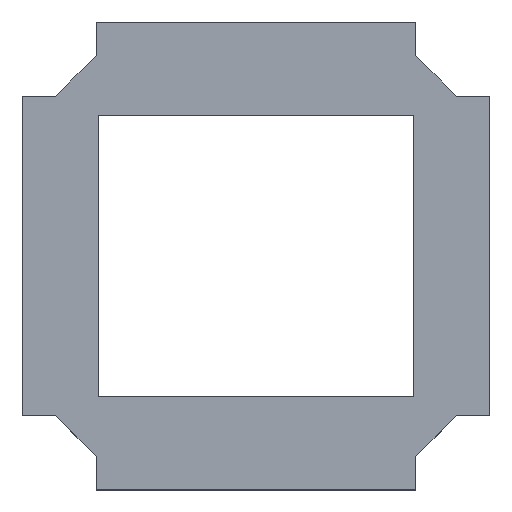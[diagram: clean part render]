
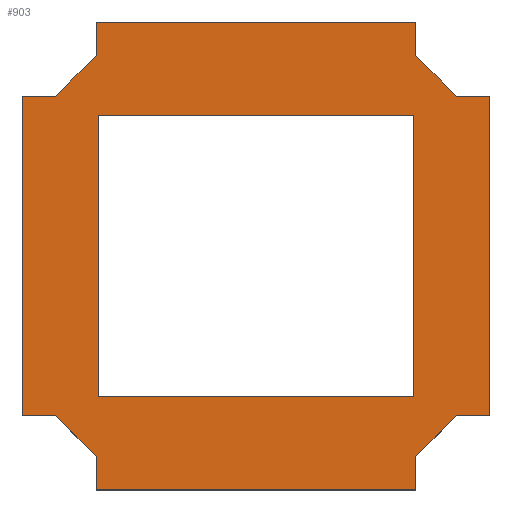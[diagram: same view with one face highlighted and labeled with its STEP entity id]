
A CAD part, top view. The second image highlights one B-rep face of the part: STEP entity #903.
In plain terms, the highlighted planar face has unit normal (0, 0, 1).
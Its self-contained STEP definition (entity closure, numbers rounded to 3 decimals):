
#21=FACE_BOUND('',#334,.T.);
#43=LINE('',#1264,#157);
#47=LINE('',#1271,#161);
#50=LINE('',#1277,#164);
#53=LINE('',#1288,#167);
#56=LINE('',#1294,#170);
#59=LINE('',#1300,#173);
#67=LINE('',#1318,#181);
#71=LINE('',#1325,#185);
#74=LINE('',#1331,#188);
#81=LINE('',#1348,#195);
#84=LINE('',#1354,#198);
#88=LINE('',#1361,#202);
#99=LINE('',#1387,#213);
#100=LINE('',#1388,#214);
#101=LINE('',#1389,#215);
#102=LINE('',#1390,#216);
#103=LINE('',#1393,#217);
#104=LINE('',#1395,#218);
#105=LINE('',#1397,#219);
#106=LINE('',#1398,#220);
#157=VECTOR('',#1023,10.);
#161=VECTOR('',#1029,10.);
#164=VECTOR('',#1034,10.);
#167=VECTOR('',#1043,10.);
#170=VECTOR('',#1048,10.);
#173=VECTOR('',#1053,10.);
#181=VECTOR('',#1065,10.);
#185=VECTOR('',#1071,10.);
#188=VECTOR('',#1076,10.);
#195=VECTOR('',#1087,10.);
#198=VECTOR('',#1092,10.);
#202=VECTOR('',#1098,10.);
#213=VECTOR('',#1119,10.);
#214=VECTOR('',#1120,10.);
#215=VECTOR('',#1121,10.);
#216=VECTOR('',#1122,10.);
#217=VECTOR('',#1123,10.);
#218=VECTOR('',#1124,10.);
#219=VECTOR('',#1125,10.);
#220=VECTOR('',#1126,10.);
#287=FACE_OUTER_BOUND('',#333,.T.);
#333=EDGE_LOOP('',(#657,#658,#659,#660,#661,#662,#663,#664,#665,#666,#667,
#668,#669,#670,#671,#672));
#334=EDGE_LOOP('',(#673,#674,#675,#676));
#372=VERTEX_POINT('',#1261);
#373=VERTEX_POINT('',#1263);
#375=VERTEX_POINT('',#1269);
#377=VERTEX_POINT('',#1275);
#381=VERTEX_POINT('',#1285);
#382=VERTEX_POINT('',#1287);
#384=VERTEX_POINT('',#1293);
#386=VERTEX_POINT('',#1299);
#393=VERTEX_POINT('',#1315);
#394=VERTEX_POINT('',#1317);
#396=VERTEX_POINT('',#1323);
#398=VERTEX_POINT('',#1329);
#405=VERTEX_POINT('',#1345);
#406=VERTEX_POINT('',#1347);
#408=VERTEX_POINT('',#1353);
#410=VERTEX_POINT('',#1359);
#421=VERTEX_POINT('',#1391);
#422=VERTEX_POINT('',#1392);
#423=VERTEX_POINT('',#1394);
#424=VERTEX_POINT('',#1396);
#458=EDGE_CURVE('',#372,#373,#43,.T.);
#462=EDGE_CURVE('',#375,#372,#47,.T.);
#465=EDGE_CURVE('',#377,#375,#50,.T.);
#469=EDGE_CURVE('',#381,#382,#53,.T.);
#472=EDGE_CURVE('',#382,#384,#56,.T.);
#475=EDGE_CURVE('',#384,#386,#59,.T.);
#483=EDGE_CURVE('',#393,#394,#67,.T.);
#487=EDGE_CURVE('',#396,#393,#71,.T.);
#490=EDGE_CURVE('',#398,#396,#74,.T.);
#497=EDGE_CURVE('',#405,#406,#81,.T.);
#500=EDGE_CURVE('',#406,#408,#84,.T.);
#504=EDGE_CURVE('',#410,#405,#88,.T.);
#517=EDGE_CURVE('',#394,#410,#99,.T.);
#518=EDGE_CURVE('',#373,#398,#100,.T.);
#519=EDGE_CURVE('',#386,#377,#101,.T.);
#520=EDGE_CURVE('',#408,#381,#102,.T.);
#521=EDGE_CURVE('',#421,#422,#103,.T.);
#522=EDGE_CURVE('',#423,#421,#104,.T.);
#523=EDGE_CURVE('',#424,#423,#105,.T.);
#524=EDGE_CURVE('',#422,#424,#106,.T.);
#657=ORIENTED_EDGE('',*,*,#517,.F.);
#658=ORIENTED_EDGE('',*,*,#483,.F.);
#659=ORIENTED_EDGE('',*,*,#487,.F.);
#660=ORIENTED_EDGE('',*,*,#490,.F.);
#661=ORIENTED_EDGE('',*,*,#518,.F.);
#662=ORIENTED_EDGE('',*,*,#458,.F.);
#663=ORIENTED_EDGE('',*,*,#462,.F.);
#664=ORIENTED_EDGE('',*,*,#465,.F.);
#665=ORIENTED_EDGE('',*,*,#519,.F.);
#666=ORIENTED_EDGE('',*,*,#475,.F.);
#667=ORIENTED_EDGE('',*,*,#472,.F.);
#668=ORIENTED_EDGE('',*,*,#469,.F.);
#669=ORIENTED_EDGE('',*,*,#520,.F.);
#670=ORIENTED_EDGE('',*,*,#500,.F.);
#671=ORIENTED_EDGE('',*,*,#497,.F.);
#672=ORIENTED_EDGE('',*,*,#504,.F.);
#673=ORIENTED_EDGE('',*,*,#521,.F.);
#674=ORIENTED_EDGE('',*,*,#522,.F.);
#675=ORIENTED_EDGE('',*,*,#523,.F.);
#676=ORIENTED_EDGE('',*,*,#524,.F.);
#863=PLANE('',#973);
#903=ADVANCED_FACE('',(#287,#21),#863,.F.);
#973=AXIS2_PLACEMENT_3D('',#1386,#1117,#1118);
#1023=DIRECTION('',(-1.,0.,0.));
#1029=DIRECTION('',(-0.707,0.707,0.));
#1034=DIRECTION('',(0.,1.,0.));
#1043=DIRECTION('',(-1.,0.,0.));
#1048=DIRECTION('',(-0.707,-0.707,0.));
#1053=DIRECTION('',(0.,-1.,0.));
#1065=DIRECTION('',(0.,1.,0.));
#1071=DIRECTION('',(0.707,0.707,0.));
#1076=DIRECTION('',(1.,0.,0.));
#1087=DIRECTION('',(0.707,-0.707,0.));
#1092=DIRECTION('',(1.,0.,0.));
#1098=DIRECTION('',(0.,-1.,0.));
#1117=DIRECTION('center_axis',(0.,0.,-1.));
#1118=DIRECTION('ref_axis',(-1.,0.,0.));
#1119=DIRECTION('',(1.,0.,0.));
#1120=DIRECTION('',(0.,1.,0.));
#1121=DIRECTION('',(-1.,0.,0.));
#1122=DIRECTION('',(0.,-1.,0.));
#1123=DIRECTION('',(1.,0.,0.));
#1124=DIRECTION('',(0.,-1.,0.));
#1125=DIRECTION('',(-1.,0.,0.));
#1126=DIRECTION('',(0.,1.,0.));
#1261=CARTESIAN_POINT('',(-21.323,-17.,5.9));
#1263=CARTESIAN_POINT('',(-24.901,-17.,5.9));
#1264=CARTESIAN_POINT('',(-21.323,-17.,5.9));
#1269=CARTESIAN_POINT('',(-17.,-21.323,5.9));
#1271=CARTESIAN_POINT('',(-17.,-21.323,5.9));
#1275=CARTESIAN_POINT('',(-17.,-24.901,5.9));
#1277=CARTESIAN_POINT('',(-17.,-25.101,5.9));
#1285=CARTESIAN_POINT('',(24.901,-17.,5.9));
#1287=CARTESIAN_POINT('',(21.323,-17.,5.9));
#1288=CARTESIAN_POINT('',(25.101,-17.,5.9));
#1293=CARTESIAN_POINT('',(17.,-21.323,5.9));
#1294=CARTESIAN_POINT('',(21.323,-17.,5.9));
#1299=CARTESIAN_POINT('',(17.,-24.901,5.9));
#1300=CARTESIAN_POINT('',(17.,-21.323,5.9));
#1315=CARTESIAN_POINT('',(-17.,21.323,5.9));
#1317=CARTESIAN_POINT('',(-17.,24.901,5.9));
#1318=CARTESIAN_POINT('',(-17.,21.323,5.9));
#1323=CARTESIAN_POINT('',(-21.323,17.,5.9));
#1325=CARTESIAN_POINT('',(-21.323,17.,5.9));
#1329=CARTESIAN_POINT('',(-24.901,17.,5.9));
#1331=CARTESIAN_POINT('',(-25.101,17.,5.9));
#1345=CARTESIAN_POINT('',(17.,21.323,5.9));
#1347=CARTESIAN_POINT('',(21.323,17.,5.9));
#1348=CARTESIAN_POINT('',(17.,21.323,5.9));
#1353=CARTESIAN_POINT('',(24.901,17.,5.9));
#1354=CARTESIAN_POINT('',(21.323,17.,5.9));
#1359=CARTESIAN_POINT('',(17.,24.901,5.9));
#1361=CARTESIAN_POINT('',(17.,25.101,5.9));
#1386=CARTESIAN_POINT('Origin',(0.,0.,
5.9));
#1387=CARTESIAN_POINT('',(8.4,24.901,5.9));
#1388=CARTESIAN_POINT('',(-24.901,8.4,5.9));
#1389=CARTESIAN_POINT('',(17.,-24.901,5.9));
#1390=CARTESIAN_POINT('',(24.901,17.,5.9));
#1391=CARTESIAN_POINT('',(-16.8,-15.,5.9));
#1392=CARTESIAN_POINT('',(16.8,-15.,5.9));
#1393=CARTESIAN_POINT('',(-8.4,-15.,5.9));
#1394=CARTESIAN_POINT('',(-16.8,15.,5.9));
#1395=CARTESIAN_POINT('',(-16.8,7.5,5.9));
#1396=CARTESIAN_POINT('',(16.8,15.,5.9));
#1397=CARTESIAN_POINT('',(8.4,15.,5.9));
#1398=CARTESIAN_POINT('',(16.8,-7.5,5.9));
